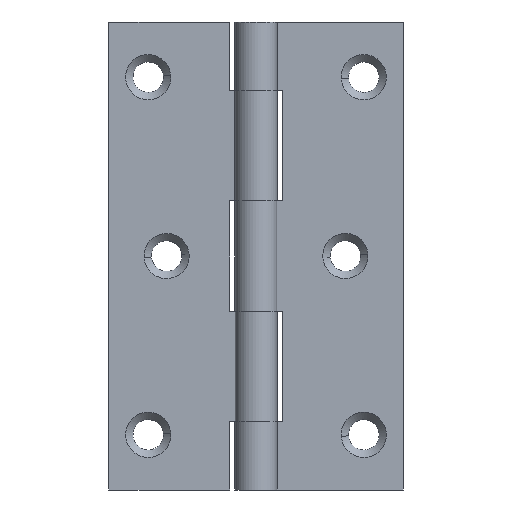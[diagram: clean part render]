
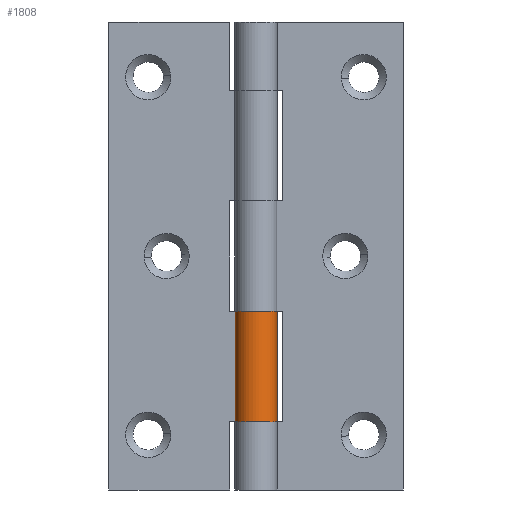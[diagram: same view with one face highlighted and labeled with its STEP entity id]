
A CAD part, front view. The second image highlights one B-rep face of the part: STEP entity #1808.
In plain terms, the highlighted free-form (B-spline) face has degree [1, 2] with [2, 7] control points.
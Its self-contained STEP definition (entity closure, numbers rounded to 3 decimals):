
#1392=CARTESIAN_POINT('',(0.0,4.0,34.));
#1393=VERTEX_POINT('',#1392);
#1434=CARTESIAN_POINT('',(-3.162,2.45,34.));
#1435=VERTEX_POINT('',#1434);
#1441=CARTESIAN_POINT('',(0.0,4.0,34.));
#1442=CARTESIAN_POINT('',(3.178,4.0,34.));
#1443=CARTESIAN_POINT('',(3.897,0.904,34.));
#1444=CARTESIAN_POINT('',(4.615,-2.193,34.));
#1445=CARTESIAN_POINT('',(1.761,-3.592,34.));
#1446=CARTESIAN_POINT('',(-1.093,-4.991,34.));
#1447=CARTESIAN_POINT('',(-3.101,-2.527,34.));
#1448=CARTESIAN_POINT('',(-5.109,-0.062,34.));
#1449=CARTESIAN_POINT('',(-3.162,2.45,34.));
#1457=(BOUNDED_CURVE()B_SPLINE_CURVE(2,(#1441,#1442,#1443,#1444,#1445,#1446,#1447,#1448,#1449),.UNSPECIFIED.,.F.,.U.)B_SPLINE_CURVE_WITH_KNOTS((3,2,2,2,3),(0.0,0.25,0.5,0.75,1.0),.UNSPECIFIED.)CURVE()GEOMETRIC_REPRESENTATION_ITEM()RATIONAL_B_SPLINE_CURVE((1.0,0.783,1.0,0.783,1.0,0.783,1.0,0.783,1.0))REPRESENTATION_ITEM(''));
#1458=EDGE_CURVE('',#1393,#1435,#1457,.T.);
#1602=CARTESIAN_POINT('',(0.0,4.0,13.0));
#1603=VERTEX_POINT('',#1602);
#1604=CARTESIAN_POINT('',(-3.162,2.45,13.0));
#1605=VERTEX_POINT('',#1604);
#1606=CARTESIAN_POINT('',(0.0,4.0,13.0));
#1607=CARTESIAN_POINT('',(3.178,4.0,13.));
#1608=CARTESIAN_POINT('',(3.897,0.904,13.0));
#1609=CARTESIAN_POINT('',(4.615,-2.193,13.));
#1610=CARTESIAN_POINT('',(1.761,-3.592,13.0));
#1611=CARTESIAN_POINT('',(-1.093,-4.991,13.));
#1612=CARTESIAN_POINT('',(-3.101,-2.527,13.0));
#1613=CARTESIAN_POINT('',(-5.109,-0.062,13.));
#1614=CARTESIAN_POINT('',(-3.162,2.45,13.0));
#1622=(BOUNDED_CURVE()B_SPLINE_CURVE(2,(#1606,#1607,#1608,#1609,#1610,#1611,#1612,#1613,#1614),.UNSPECIFIED.,.F.,.U.)B_SPLINE_CURVE_WITH_KNOTS((3,2,2,2,3),(0.0,0.25,0.5,0.75,1.0),.UNSPECIFIED.)CURVE()GEOMETRIC_REPRESENTATION_ITEM()RATIONAL_B_SPLINE_CURVE((1.0,0.783,1.0,0.783,1.0,0.783,1.0,0.783,1.0))REPRESENTATION_ITEM(''));
#1623=EDGE_CURVE('',#1603,#1605,#1622,.T.);
#1765=CARTESIAN_POINT('',(-3.162,2.45,13.0));
#1766=CARTESIAN_POINT('',(-3.162,2.45,34.));
#1767=QUASI_UNIFORM_CURVE('',1,(#1765,#1766),.UNSPECIFIED.,.F.,.U.);
#1768=EDGE_CURVE('',#1605,#1435,#1767,.T.);
#1776=CARTESIAN_POINT('',(-0.035,4.,12.475));
#1777=CARTESIAN_POINT('',(-0.035,4.,34.538));
#1778=CARTESIAN_POINT('',(5.054,4.044,12.475));
#1779=CARTESIAN_POINT('',(5.054,4.044,34.538));
#1780=CARTESIAN_POINT('',(3.895,-0.911,12.475));
#1781=CARTESIAN_POINT('',(3.895,-0.911,34.538));
#1782=CARTESIAN_POINT('',(2.736,-5.867,12.475));
#1783=CARTESIAN_POINT('',(2.736,-5.867,34.538));
#1784=CARTESIAN_POINT('',(-1.806,-3.569,12.475));
#1785=CARTESIAN_POINT('',(-1.806,-3.569,34.538));
#1786=CARTESIAN_POINT('',(-6.347,-1.272,12.475));
#1787=CARTESIAN_POINT('',(-6.347,-1.272,34.538));
#1788=CARTESIAN_POINT('',(-3.042,2.598,12.475));
#1789=CARTESIAN_POINT('',(-3.042,2.598,34.538));
#1797=(BOUNDED_SURFACE()B_SPLINE_SURFACE(1,2,((#1776,#1778,#1780,#1782,#1784,#1786,#1788),(#1777,#1779,#1781,#1783,#1785,#1787,#1789)),.UNSPECIFIED.,.F.,.F.,.U.)B_SPLINE_SURFACE_WITH_KNOTS((2,2),(3,2,2,3),(0.0,22.063),(0.0,7.775,15.55,23.325),.UNSPECIFIED.)GEOMETRIC_REPRESENTATION_ITEM()RATIONAL_B_SPLINE_SURFACE(((1.0,0.618,1.0,0.618,1.0,0.618,1.0),(1.0,0.618,1.0,0.618,1.0,0.618,1.0)))REPRESENTATION_ITEM('')SURFACE());
#1798=CARTESIAN_POINT('',(0.0,4.0,13.0));
#1799=CARTESIAN_POINT('',(0.0,4.0,34.));
#1800=QUASI_UNIFORM_CURVE('',1,(#1798,#1799),.UNSPECIFIED.,.F.,.U.);
#1801=EDGE_CURVE('',#1603,#1393,#1800,.T.);
#1802=ORIENTED_EDGE('',*,*,#1801,.T.);
#1803=ORIENTED_EDGE('',*,*,#1458,.T.);
#1804=ORIENTED_EDGE('',*,*,#1768,.F.);
#1805=ORIENTED_EDGE('',*,*,#1623,.F.);
#1806=EDGE_LOOP('',(#1802,#1803,#1804,#1805));
#1807=FACE_OUTER_BOUND('',#1806,.T.);
#1808=ADVANCED_FACE('',(#1807),#1797,.T.);
